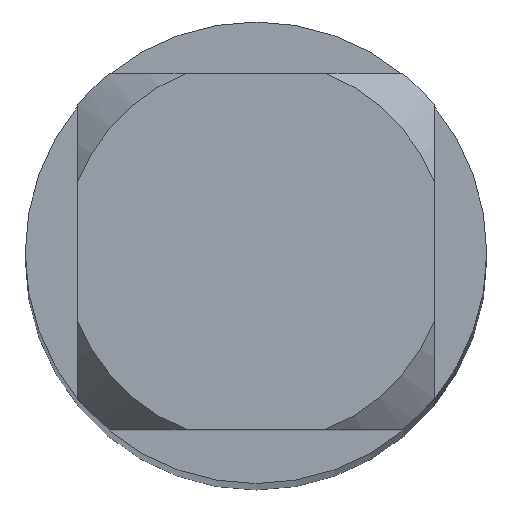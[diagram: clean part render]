
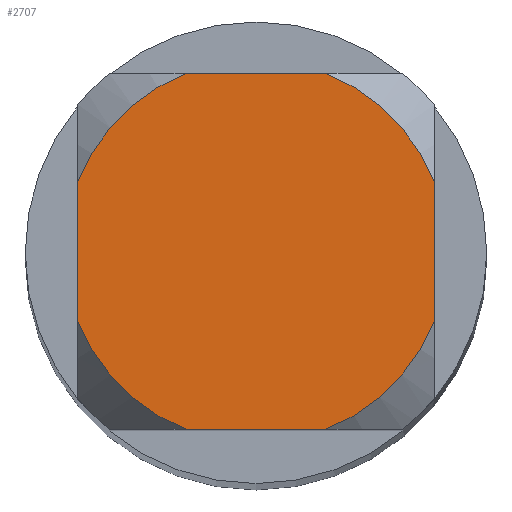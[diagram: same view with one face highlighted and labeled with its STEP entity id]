
A CAD part, top view. The second image highlights one B-rep face of the part: STEP entity #2707.
In plain terms, the highlighted planar face has unit normal (0, 0, 1).
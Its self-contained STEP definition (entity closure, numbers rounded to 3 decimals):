
#2691=VERTEX_POINT('',#7933);
#2707=ADVANCED_FACE('',(#7950),#7951,.T.);
#2809=EDGE_CURVE('',#4669,#6231,#8064,.T.);
#3325=VERTEX_POINT('',#8636);
#3595=EDGE_CURVE('',#5801,#3971,#8927,.T.);
#3971=VERTEX_POINT('',#9332);
#4669=VERTEX_POINT('',#10094);
#5243=EDGE_CURVE('',#3325,#3971,#10715,.T.);
#5617=EDGE_CURVE('',#2691,#7755,#11121,.T.);
#5773=VERTEX_POINT('',#11291);
#5801=VERTEX_POINT('',#11321);
#6069=EDGE_CURVE('',#4669,#7755,#11613,.T.);
#6231=VERTEX_POINT('',#11793);
#6245=EDGE_CURVE('',#3325,#5773,#11807,.T.);
#6841=EDGE_CURVE('',#2691,#5773,#12456,.T.);
#7705=EDGE_CURVE('',#5801,#6231,#13395,.T.);
#7755=VERTEX_POINT('',#13448);
#7933=CARTESIAN_POINT('',(-0.529,-1.35,0.0));
#7950=FACE_OUTER_BOUND('',#13686,.T.);
#7951=PLANE('',#13687);
#8064=CIRCLE('',#13865,1.45);
#8636=CARTESIAN_POINT('',(1.35,-0.529,0.0));
#8927=CIRCLE('',#15281,1.45);
#9332=CARTESIAN_POINT('',(1.35,0.529,0.0));
#10094=CARTESIAN_POINT('',(-1.35,0.529,0.0));
#10715=LINE('',#18367,#18368);
#11121=CIRCLE('',#19052,1.45);
#11291=CARTESIAN_POINT('',(0.529,-1.35,0.0));
#11321=CARTESIAN_POINT('',(0.529,1.35,0.0));
#11613=LINE('',#19941,#19942);
#11793=CARTESIAN_POINT('',(-0.529,1.35,0.0));
#11807=CIRCLE('',#20305,1.45);
#12456=LINE('',#21444,#21445);
#13395=LINE('',#22980,#22981);
#13448=CARTESIAN_POINT('',(-1.35,-0.529,0.0));
#13686=EDGE_LOOP('',(#23317,#23318,#23319,#23320,#23321,#23322,#23323,#23324));
#13687=AXIS2_PLACEMENT_3D('',#23325,#23326,#23327);
#13865=AXIS2_PLACEMENT_3D('',#23457,#23458,#23459);
#15281=AXIS2_PLACEMENT_3D('',#24396,#24397,#24398);
#18367=CARTESIAN_POINT('',(1.35,0.363,0.0));
#18368=VECTOR('',#26200,1.0);
#19052=AXIS2_PLACEMENT_3D('',#26618,#26619,#26620);
#19941=CARTESIAN_POINT('',(-1.35,0.363,0.0));
#19942=VECTOR('',#27158,1.0);
#20305=AXIS2_PLACEMENT_3D('',#27378,#27379,#27380);
#21444=CARTESIAN_POINT('',(0.0,-1.35,0.0));
#21445=VECTOR('',#28047,1.0);
#22980=CARTESIAN_POINT('',(0.0,1.35,0.0));
#22981=VECTOR('',#29434,1.0);
#23317=ORIENTED_EDGE('',*,*,#6069,.T.);
#23318=ORIENTED_EDGE('',*,*,#5617,.F.);
#23319=ORIENTED_EDGE('',*,*,#6841,.T.);
#23320=ORIENTED_EDGE('',*,*,#6245,.F.);
#23321=ORIENTED_EDGE('',*,*,#5243,.T.);
#23322=ORIENTED_EDGE('',*,*,#3595,.F.);
#23323=ORIENTED_EDGE('',*,*,#7705,.T.);
#23324=ORIENTED_EDGE('',*,*,#2809,.F.);
#23325=CARTESIAN_POINT('',(0.0,0.725,0.0));
#23326=DIRECTION('',(-0.0,0.0,1.0));
#23327=DIRECTION('',(0.0,-1.0,0.0));
#23457=CARTESIAN_POINT('',(0.0,0.0,0.0));
#23458=DIRECTION('',(0.0,0.0,-1.0));
#23459=DIRECTION('',(0.0,1.0,0.0));
#24396=CARTESIAN_POINT('',(0.0,0.0,0.0));
#24397=DIRECTION('',(0.0,0.0,-1.0));
#24398=DIRECTION('',(0.0,1.0,0.0));
#26200=DIRECTION('',(-0.0,1.0,0.0));
#26618=CARTESIAN_POINT('',(0.0,0.0,0.0));
#26619=DIRECTION('',(0.0,0.0,-1.0));
#26620=DIRECTION('',(0.0,1.0,0.0));
#27158=DIRECTION('',(-0.0,-1.0,0.0));
#27378=CARTESIAN_POINT('',(0.0,0.0,0.0));
#27379=DIRECTION('',(0.0,0.0,-1.0));
#27380=DIRECTION('',(0.0,1.0,0.0));
#28047=DIRECTION('',(1.0,0.0,0.0));
#29434=DIRECTION('',(-1.0,0.0,0.0));
